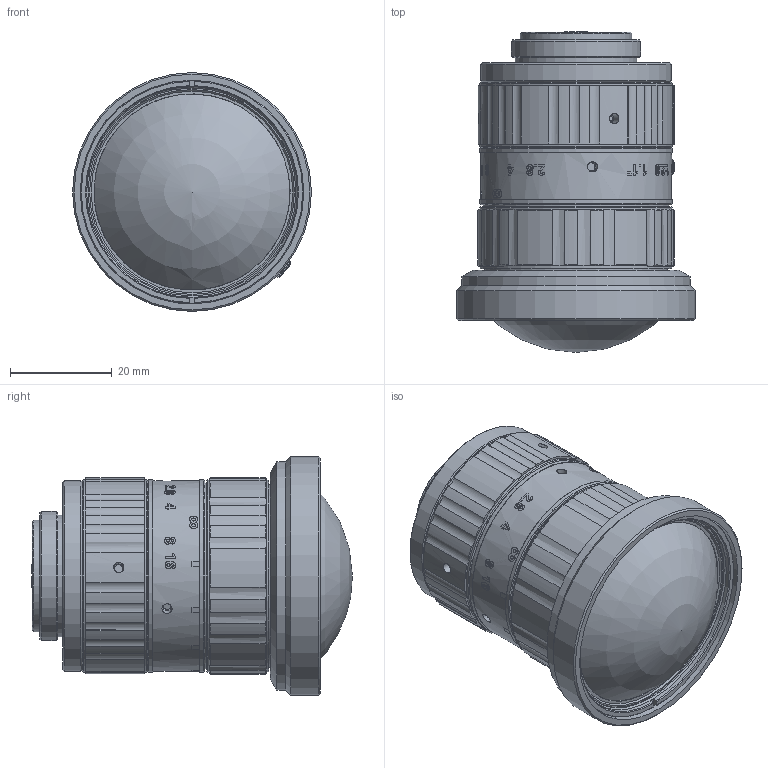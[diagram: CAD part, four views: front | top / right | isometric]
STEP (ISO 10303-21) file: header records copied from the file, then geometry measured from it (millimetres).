
FILE_DESCRIPTION(('STEP AP214'),'1');
FILE_NAME('SM1228M-12MP.stp','2024-05-09T06:33:40',(' '),(' '),'Spatial InterOp 3D',' ',' ');
FILE_SCHEMA(('AUTOMOTIVE_DESIGN { 1 0 10303 214 1 1 1 1 }'));
Length unit declared in the file: metre
Products named in the file (2): SM1228M-12MP; Component1
Assembly tree (1 placements, depth 2):
  SM1228M-12MP
    Component1
Bounding box: 47 x 63.13 x 47 mm (x, y, z)
Volume: 924.1 mm3; surface area: 14137.9 mm2
Topology: 41 solids, 45 shells, 1528 faces, 3798 edges, 2405 vertices
Faces by surface type: bspline 622, plane 504, cylinder 176, revolution 119, cone 64, offset 41, sphere 2
Full cylindrical faces by diameter (mm): 0.8 x2, 2 x6, 2.9 x3, 22.4 x1, 24 x1, 25.4 x1, 36.6 x1, 37.4 x1, 37.6 x2, 37.798 x1, 37.8 x5, 38.6 x1, 40.9 x1, 41.5 x1, 44 x2, 45 x1, 47 x1
Entity records: 65602 total; most frequent: CARTESIAN_POINT 23885, ORIENTED_EDGE 7356, EDGE_CURVE 3678, DIRECTION 3455, VERTEX_POINT 2378, B_SPLINE_CURVE_WITH_KNOTS 2263, EDGE_LOOP 1674, FACE_OUTER_BOUND 1578
